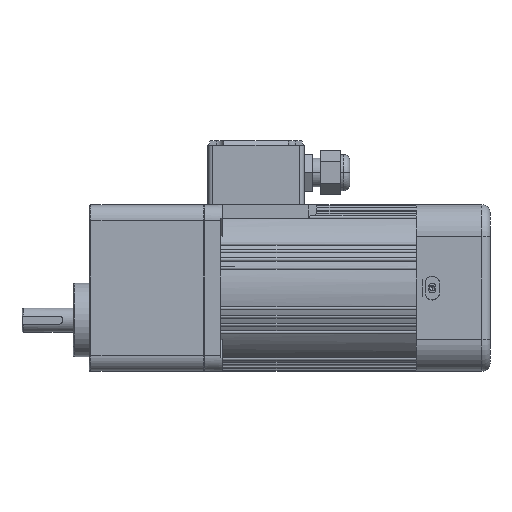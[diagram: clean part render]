
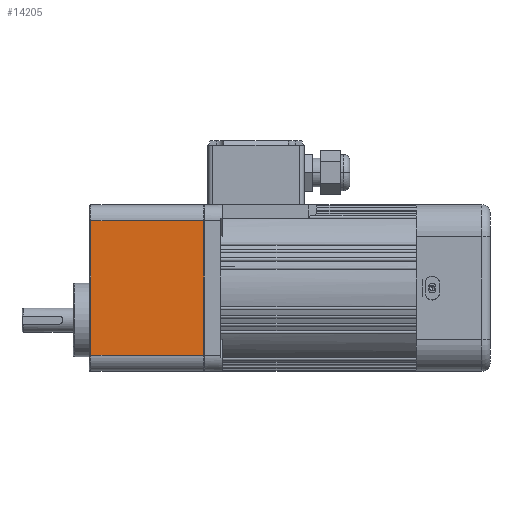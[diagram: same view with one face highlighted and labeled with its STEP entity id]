
A CAD part, left-side view. The second image highlights one B-rep face of the part: STEP entity #14205.
In plain terms, the highlighted planar face has unit normal (-1, 0, 0).
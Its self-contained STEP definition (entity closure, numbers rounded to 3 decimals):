
#656 = CARTESIAN_POINT ( 'NONE',  ( -52., 0.577, -42. ) ) ;
#832 = VERTEX_POINT ( 'NONE', #3542 ) ;
#2268 = ORIENTED_EDGE ( 'NONE', *, *, #12826, .T. ) ;
#3397 = CARTESIAN_POINT ( 'NONE',  ( -52., 0.577, 42. ) ) ;
#3464 = LINE ( 'NONE', #9087, #24259 ) ;
#3542 = CARTESIAN_POINT ( 'NONE',  ( -52., 71., -42. ) ) ;
#4380 = CARTESIAN_POINT ( 'NONE',  ( -52., 72., -42. ) ) ;
#4461 = DIRECTION ( 'NONE',  ( 0., 0., -1. ) ) ;
#5641 = CARTESIAN_POINT ( 'NONE',  ( -52., 0.577, 42. ) ) ;
#6502 = AXIS2_PLACEMENT_3D ( 'NONE', #4380, #16527, #4461 ) ;
#8133 = DIRECTION ( 'NONE',  ( 0., 0., -1. ) ) ;
#8783 = EDGE_CURVE ( 'NONE', #16559, #9821, #15106, .T. ) ;
#9087 = CARTESIAN_POINT ( 'NONE',  ( -52., 72., 42. ) ) ;
#9821 = VERTEX_POINT ( 'NONE', #5641 ) ;
#10121 = EDGE_CURVE ( 'NONE', #832, #16559, #14730, .T. ) ;
#10158 = VECTOR ( 'NONE', #8133, 1000. ) ;
#10495 = ORIENTED_EDGE ( 'NONE', *, *, #10121, .T. ) ;
#12468 = PLANE ( 'NONE',  #6502 ) ;
#12639 = CARTESIAN_POINT ( 'NONE',  ( -52., 72., -42. ) ) ;
#12826 = EDGE_CURVE ( 'NONE', #21567, #832, #16791, .T. ) ;
#13404 = DIRECTION ( 'NONE',  ( 0., 0., 1. ) ) ;
#14205 = ADVANCED_FACE ( 'NONE', ( #14233 ), #12468, .F. ) ;
#14233 = FACE_OUTER_BOUND ( 'NONE', #16815, .T. ) ;
#14679 = ORIENTED_EDGE ( 'NONE', *, *, #8783, .T. ) ;
#14730 = LINE ( 'NONE', #12639, #24841 ) ;
#15106 = LINE ( 'NONE', #3397, #25206 ) ;
#16527 = DIRECTION ( 'NONE',  ( 1., 0., 0. ) ) ;
#16559 = VERTEX_POINT ( 'NONE', #656 ) ;
#16791 = LINE ( 'NONE', #22242, #10158 ) ;
#16815 = EDGE_LOOP ( 'NONE', ( #10495, #14679, #19801, #2268 ) ) ;
#18636 = CARTESIAN_POINT ( 'NONE',  ( -52., 71., 42. ) ) ;
#19801 = ORIENTED_EDGE ( 'NONE', *, *, #21135, .F. ) ;
#21135 = EDGE_CURVE ( 'NONE', #21567, #9821, #3464, .T. ) ;
#21567 = VERTEX_POINT ( 'NONE', #18636 ) ;
#22242 = CARTESIAN_POINT ( 'NONE',  ( -52., 71., -42. ) ) ;
#24259 = VECTOR ( 'NONE', #25231, 1000. ) ;
#24743 = DIRECTION ( 'NONE',  ( 0., -1., 0. ) ) ;
#24841 = VECTOR ( 'NONE', #24743, 1000. ) ;
#25206 = VECTOR ( 'NONE', #13404, 1000. ) ;
#25231 = DIRECTION ( 'NONE',  ( 0., -1., 0. ) ) ;
